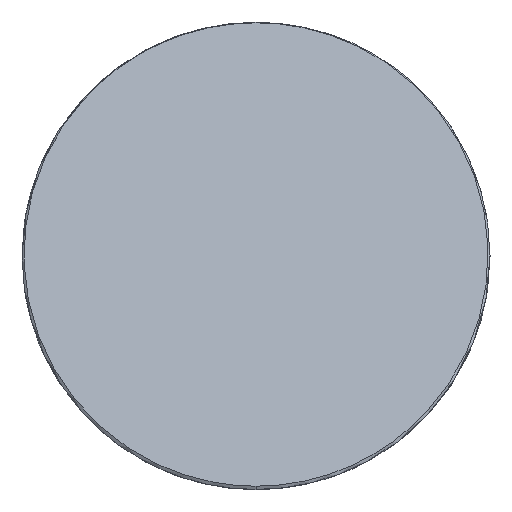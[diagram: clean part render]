
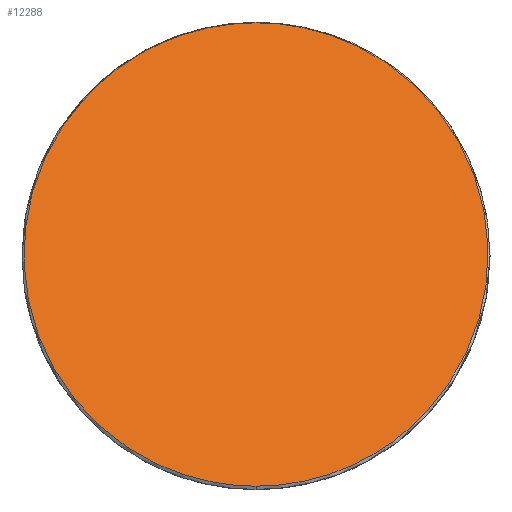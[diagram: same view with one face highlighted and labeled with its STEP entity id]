
A CAD part, top view. The second image highlights one B-rep face of the part: STEP entity #12288.
In plain terms, the highlighted planar face has unit normal (0, 0.707, 0.707).
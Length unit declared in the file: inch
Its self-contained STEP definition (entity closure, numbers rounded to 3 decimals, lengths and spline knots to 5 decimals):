
#188 = CARTESIAN_POINT ( 'NONE',  ( -0.15984, 0.47346, -0.3064 ) ) ;
#233 = CARTESIAN_POINT ( 'NONE',  ( -0.49592, -0.02953, 0.19656 ) ) ;
#278 = CARTESIAN_POINT ( 'NONE',  ( -0.12853, -0.47719, 0.64419 ) ) ;
#563 = CARTESIAN_POINT ( 'NONE',  ( 0.47058, -0.15695, 0.32397 ) ) ;
#602 = CARTESIAN_POINT ( 'NONE',  ( 0.30247, 0.39722, -0.23017 ) ) ;
#663 = B_SPLINE_CURVE_WITH_KNOTS ( 'NONE', 3,
 ( #3713, #13133, #1553, #8935, #2600, #9987, #3680, #11044, #4738, #12101, #5797, #13172, #6862, #563, #7926, #1587, #8974, #2651, #10030, #3725, #11090, #4787, #12142, #5842, #13224, #6906, #602, #7974, #1640, #9018, #2700, #10085, #3770, #11140, #4836, #12195 ),
 .UNSPECIFIED., .F., .F.,
 ( 4, 2, 2, 2, 2, 2, 2, 2, 2, 2, 2, 2, 2, 2, 2, 2, 2, 4 ),
 ( 0.5, 0.53125, 0.5625, 0.59375, 0.625, 0.65625, 0.6875, 0.71875, 0.75, 0.78125, 0.8125, 0.84375, 0.875, 0.90625, 0.9375, 0.96875, 0.98438, 1. ),
 .UNSPECIFIED. ) ;
#920 = CARTESIAN_POINT ( 'NONE',  ( -0.98425, 0.5, -0.33294 ) ) ;
#1223 = CARTESIAN_POINT ( 'NONE',  ( -0.24857, 0.43323, -0.26618 ) ) ;
#1263 = CARTESIAN_POINT ( 'NONE',  ( -0.48007, -0.12566, 0.29268 ) ) ;
#1301 = CARTESIAN_POINT ( 'NONE',  ( -0.0324, -0.49304, 0.66004 ) ) ;
#1553 = CARTESIAN_POINT ( 'NONE',  ( 0.06497, -0.48983, 0.65683 ) ) ;
#1587 = CARTESIAN_POINT ( 'NONE',  ( 0.49272, -0.06207, 0.2291 ) ) ;
#1604 = ORIENTED_EDGE ( 'NONE', *, *, #13342, .T. ) ;
#1640 = CARTESIAN_POINT ( 'NONE',  ( 0.21972, 0.44865, -0.2816 ) ) ;
#1950 = DIRECTION ( 'NONE',  ( 0., -0.707, 0.707 ) ) ;
#2266 = CARTESIAN_POINT ( 'NONE',  ( -0.32775, 0.37647, -0.20942 ) ) ;
#2310 = CARTESIAN_POINT ( 'NONE',  ( -0.44577, -0.21685, 0.38386 ) ) ;
#2600 = CARTESIAN_POINT ( 'NONE',  ( 0.15984, -0.46769, 0.63469 ) ) ;
#2651 = CARTESIAN_POINT ( 'NONE',  ( 0.49592, 0.0353, 0.13173 ) ) ;
#2700 = CARTESIAN_POINT ( 'NONE',  ( 0.12853, 0.48295, -0.3159 ) ) ;
#3334 = CARTESIAN_POINT ( 'NONE',  ( -0.39433, 0.30536, -0.13831 ) ) ;
#3384 = CARTESIAN_POINT ( 'NONE',  ( -0.39434, -0.29959, 0.4666 ) ) ;
#3680 = CARTESIAN_POINT ( 'NONE',  ( 0.24857, -0.42747, 0.59447 ) ) ;
#3713 = CARTESIAN_POINT ( 'NONE',  ( 0., -0.49304, 0.66004 ) ) ;
#3725 = CARTESIAN_POINT ( 'NONE',  ( 0.48007, 0.13143, 0.03561 ) ) ;
#3770 = CARTESIAN_POINT ( 'NONE',  ( 0.06473, 0.49483, -0.32777 ) ) ;
#4138 = FACE_OUTER_BOUND ( 'NONE', #9826, .T. ) ;
#4358 = CARTESIAN_POINT ( 'NONE',  ( -0.03243, 0.49781, -0.33075 ) ) ;
#4396 = CARTESIAN_POINT ( 'NONE',  ( -0.44577, 0.22261, -0.05557 ) ) ;
#4434 = CARTESIAN_POINT ( 'NONE',  ( -0.32775, -0.37071, 0.53772 ) ) ;
#4738 = CARTESIAN_POINT ( 'NONE',  ( 0.32775, -0.37071, 0.53771 ) ) ;
#4787 = CARTESIAN_POINT ( 'NONE',  ( 0.44577, 0.22261, -0.05557 ) ) ;
#4836 = CARTESIAN_POINT ( 'NONE',  ( 0.01617, 0.49881, -0.33175 ) ) ;
#5104 = PLANE ( 'NONE',  #12097 ) ;
#5425 = CARTESIAN_POINT ( 'NONE',  ( -0.06473, 0.49483, -0.32777 ) ) ;
#5463 = CARTESIAN_POINT ( 'NONE',  ( -0.48007, 0.13143, 0.03561 ) ) ;
#5514 = CARTESIAN_POINT ( 'NONE',  ( -0.24857, -0.42747, 0.59447 ) ) ;
#5647 = ORIENTED_EDGE ( 'NONE', *, *, #12825, .T. ) ;
#5797 = CARTESIAN_POINT ( 'NONE',  ( 0.39433, -0.29959, 0.4666 ) ) ;
#5842 = CARTESIAN_POINT ( 'NONE',  ( 0.39434, 0.30536, -0.13831 ) ) ;
#6387 = CARTESIAN_POINT ( 'NONE',  ( -0.00814, 0.49881, -0.33175 ) ) ;
#6481 = CARTESIAN_POINT ( 'NONE',  ( -0.12853, 0.48296, -0.3159 ) ) ;
#6523 = CARTESIAN_POINT ( 'NONE',  ( -0.49592, 0.0353, 0.13173 ) ) ;
#6562 = CARTESIAN_POINT ( 'NONE',  ( -0.15984, -0.46769, 0.63469 ) ) ;
#6750 = CARTESIAN_POINT ( 'NONE',  ( 0., 0.49881, -0.33175 ) ) ;
#6862 = CARTESIAN_POINT ( 'NONE',  ( 0.44577, -0.21685, 0.38386 ) ) ;
#6906 = CARTESIAN_POINT ( 'NONE',  ( 0.32775, 0.37647, -0.20942 ) ) ;
#7544 = CARTESIAN_POINT ( 'NONE',  ( -0.21972, 0.44866, -0.2816 ) ) ;
#7583 = CARTESIAN_POINT ( 'NONE',  ( -0.49272, -0.06207, 0.2291 ) ) ;
#7637 = CARTESIAN_POINT ( 'NONE',  ( -0.06497, -0.48983, 0.65683 ) ) ;
#7926 = CARTESIAN_POINT ( 'NONE',  ( 0.48007, -0.12566, 0.29268 ) ) ;
#7974 = CARTESIAN_POINT ( 'NONE',  ( 0.24857, 0.43323, -0.26618 ) ) ;
#8287 = DIRECTION ( 'NONE',  ( 0., 0.707, 0.707 ) ) ;
#8595 = CARTESIAN_POINT ( 'NONE',  ( -0.30247, 0.39722, -0.23017 ) ) ;
#8648 = CARTESIAN_POINT ( 'NONE',  ( -0.47058, -0.15695, 0.32397 ) ) ;
#8686 = CARTESIAN_POINT ( 'NONE',  ( 0., -0.49304, 0.66004 ) ) ;
#8935 = CARTESIAN_POINT ( 'NONE',  ( 0.12853, -0.47719, 0.64419 ) ) ;
#8974 = CARTESIAN_POINT ( 'NONE',  ( 0.49592, -0.02953, 0.19656 ) ) ;
#9018 = CARTESIAN_POINT ( 'NONE',  ( 0.15984, 0.47346, -0.3064 ) ) ;
#9651 = CARTESIAN_POINT ( 'NONE',  ( -0.37359, 0.33063, -0.16359 ) ) ;
#9691 = CARTESIAN_POINT ( 'NONE',  ( -0.43035, -0.24568, 0.4127 ) ) ;
#9826 = EDGE_LOOP ( 'NONE', ( #5647, #1604 ) ) ;
#9987 = CARTESIAN_POINT ( 'NONE',  ( 0.21972, -0.44289, 0.60989 ) ) ;
#10030 = CARTESIAN_POINT ( 'NONE',  ( 0.49272, 0.06784, 0.09919 ) ) ;
#10085 = CARTESIAN_POINT ( 'NONE',  ( 0.08086, 0.49244, -0.32538 ) ) ;
#10667 = CARTESIAN_POINT ( 'NONE',  ( -0.01624, 0.49861, -0.33155 ) ) ;
#10708 = CARTESIAN_POINT ( 'NONE',  ( -0.43036, 0.25145, -0.08441 ) ) ;
#10756 = CARTESIAN_POINT ( 'NONE',  ( -0.37359, -0.32487, 0.49188 ) ) ;
#10778 = VERTEX_POINT ( 'NONE', #6750 ) ;
#11044 = CARTESIAN_POINT ( 'NONE',  ( 0.30247, -0.39146, 0.55846 ) ) ;
#11090 = CARTESIAN_POINT ( 'NONE',  ( 0.47058, 0.16271, 0.00432 ) ) ;
#11140 = CARTESIAN_POINT ( 'NONE',  ( 0.03249, 0.49801, -0.33095 ) ) ;
#11338 = CARTESIAN_POINT ( 'NONE',  ( 0., 0.49881, -0.33175 ) ) ;
#11725 = CARTESIAN_POINT ( 'NONE',  ( -0.04055, 0.49721, -0.33015 ) ) ;
#11775 = CARTESIAN_POINT ( 'NONE',  ( -0.47058, 0.16272, 0.00432 ) ) ;
#11811 = CARTESIAN_POINT ( 'NONE',  ( -0.30247, -0.39146, 0.55846 ) ) ;
#12097 = AXIS2_PLACEMENT_3D ( 'NONE', #920, #8287, #1950 ) ;
#12101 = CARTESIAN_POINT ( 'NONE',  ( 0.37359, -0.32487, 0.49188 ) ) ;
#12142 = CARTESIAN_POINT ( 'NONE',  ( 0.43035, 0.25145, -0.08441 ) ) ;
#12195 = CARTESIAN_POINT ( 'NONE',  ( 0., 0.49881, -0.33175 ) ) ;
#12288 = ADVANCED_FACE ( 'NONE', ( #4138 ), #5104, .T. ) ;
#12737 = VERTEX_POINT ( 'NONE', #12933 ) ;
#12790 = CARTESIAN_POINT ( 'NONE',  ( -0.08086, 0.49244, -0.32538 ) ) ;
#12825 = EDGE_CURVE ( 'NONE', #10778, #12737, #12922, .T. ) ;
#12827 = CARTESIAN_POINT ( 'NONE',  ( -0.49272, 0.06784, 0.09919 ) ) ;
#12870 = CARTESIAN_POINT ( 'NONE',  ( -0.21972, -0.44289, 0.60989 ) ) ;
#12922 = B_SPLINE_CURVE_WITH_KNOTS ( 'NONE', 3,
 ( #11338, #6387, #10667, #4358, #11725, #5425, #12790, #6481, #188, #7544, #1223, #8595, #2266, #9651, #3334, #10708, #4396, #11775, #5463, #12827, #6523, #233, #7583, #1263, #8648, #2310, #9691, #3384, #10756, #4434, #11811, #5514, #12870, #6562, #278, #7637, #1301, #8686 ),
 .UNSPECIFIED., .F., .F.,
 ( 4, 2, 2, 2, 2, 2, 2, 2, 2, 2, 2, 2, 2, 2, 2, 2, 2, 2, 4 ),
 ( 0., 0.00781, 0.01563, 0.03125, 0.0625, 0.09375, 0.125, 0.15625, 0.1875, 0.21875, 0.25, 0.28125, 0.3125, 0.34375, 0.375, 0.40625, 0.4375, 0.46875, 0.5 ),
 .UNSPECIFIED. ) ;
#12933 = CARTESIAN_POINT ( 'NONE',  ( 0., -0.49304, 0.66004 ) ) ;
#13133 = CARTESIAN_POINT ( 'NONE',  ( 0.0324, -0.49304, 0.66004 ) ) ;
#13172 = CARTESIAN_POINT ( 'NONE',  ( 0.43036, -0.24568, 0.4127 ) ) ;
#13224 = CARTESIAN_POINT ( 'NONE',  ( 0.37359, 0.33063, -0.16359 ) ) ;
#13342 = EDGE_CURVE ( 'NONE', #12737, #10778, #663, .T. ) ;
